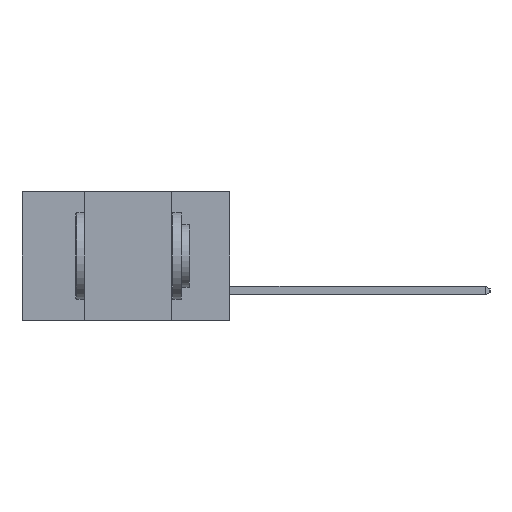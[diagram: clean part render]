
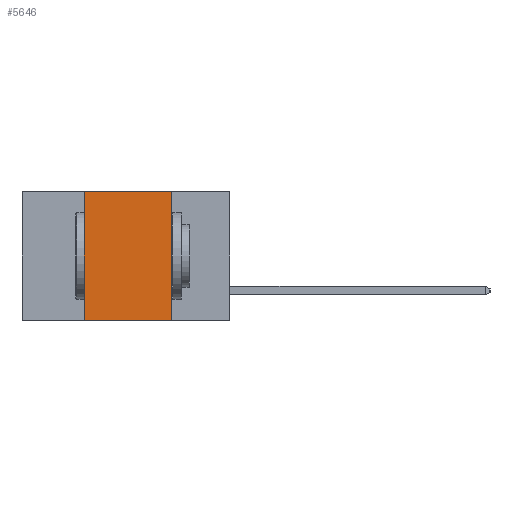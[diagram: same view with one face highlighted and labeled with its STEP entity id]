
A CAD part, left-side view. The second image highlights one B-rep face of the part: STEP entity #5646.
In plain terms, the highlighted planar face has unit normal (-1, 0, 0).
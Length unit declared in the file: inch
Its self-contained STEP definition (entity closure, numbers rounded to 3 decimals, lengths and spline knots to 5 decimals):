
#1411 = VERTEX_POINT ( 'NONE', #2428 ) ;
#2218 = AXIS2_PLACEMENT_3D ( 'NONE', #14554, #14552, #14529 ) ;
#2428 = CARTESIAN_POINT ( 'NONE',  ( 0., 0.42, 0. ) ) ;
#2603 = VECTOR ( 'NONE', #17266, 39.37008 ) ;
#3033 = LINE ( 'NONE', #19662, #7843 ) ;
#3407 = EDGE_CURVE ( 'NONE', #11445, #13161, #6024, .T. ) ;
#3428 = ORIENTED_EDGE ( 'NONE', *, *, #3998, .F. ) ;
#3998 = EDGE_CURVE ( 'NONE', #9309, #1411, #7973, .T. ) ;
#5646 = ADVANCED_FACE ( 'NONE', ( #10695 ), #14722, .F. ) ;
#5783 = DIRECTION ( 'NONE',  ( 0., -1., 0. ) ) ;
#6024 = LINE ( 'NONE', #19376, #15392 ) ;
#6184 = EDGE_LOOP ( 'NONE', ( #8293, #8231, #3428, #11879 ) ) ;
#7843 = VECTOR ( 'NONE', #5783, 39.37008 ) ;
#7973 = LINE ( 'NONE', #20137, #2603 ) ;
#8231 = ORIENTED_EDGE ( 'NONE', *, *, #22347, .F. ) ;
#8293 = ORIENTED_EDGE ( 'NONE', *, *, #3407, .F. ) ;
#9309 = VERTEX_POINT ( 'NONE', #12164 ) ;
#9340 = CARTESIAN_POINT ( 'NONE',  ( 0., 0.6, 0. ) ) ;
#10695 = FACE_OUTER_BOUND ( 'NONE', #6184, .T. ) ;
#11445 = VERTEX_POINT ( 'NONE', #18185 ) ;
#11879 = ORIENTED_EDGE ( 'NONE', *, *, #15132, .T. ) ;
#12164 = CARTESIAN_POINT ( 'NONE',  ( 0., 0.42, -0.37 ) ) ;
#13161 = VERTEX_POINT ( 'NONE', #15999 ) ;
#14529 = DIRECTION ( 'NONE',  ( 0., 0., -1. ) ) ;
#14552 = DIRECTION ( 'NONE',  ( 1., 0., 0. ) ) ;
#14554 = CARTESIAN_POINT ( 'NONE',  ( 0., 0.6, 0. ) ) ;
#14641 = LINE ( 'NONE', #9340, #18027 ) ;
#14722 = PLANE ( 'NONE',  #2218 ) ;
#15132 = EDGE_CURVE ( 'NONE', #9309, #13161, #3033, .T. ) ;
#15392 = VECTOR ( 'NONE', #17781, 39.37008 ) ;
#15999 = CARTESIAN_POINT ( 'NONE',  ( 0., 0.17, -0.37 ) ) ;
#17266 = DIRECTION ( 'NONE',  ( 0., 0., 1. ) ) ;
#17781 = DIRECTION ( 'NONE',  ( 0., 0., -1. ) ) ;
#18027 = VECTOR ( 'NONE', #19665, 39.37008 ) ;
#18185 = CARTESIAN_POINT ( 'NONE',  ( 0., 0.17, 0. ) ) ;
#19376 = CARTESIAN_POINT ( 'NONE',  ( 0., 0.17, -0.37 ) ) ;
#19662 = CARTESIAN_POINT ( 'NONE',  ( 0., 0.6, -0.37 ) ) ;
#19665 = DIRECTION ( 'NONE',  ( 0., -1., 0. ) ) ;
#20137 = CARTESIAN_POINT ( 'NONE',  ( 0., 0.42, -0.37 ) ) ;
#22347 = EDGE_CURVE ( 'NONE', #1411, #11445, #14641, .T. ) ;
